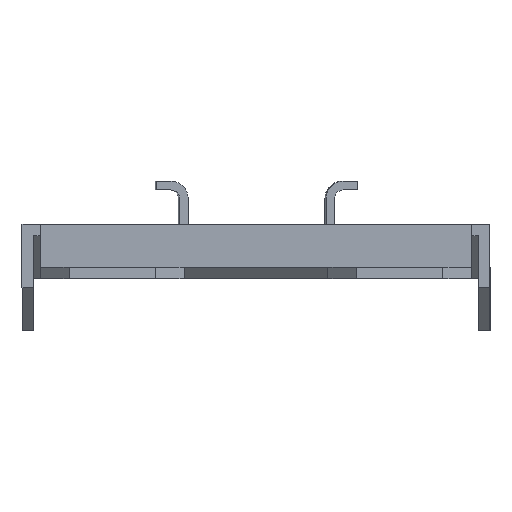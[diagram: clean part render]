
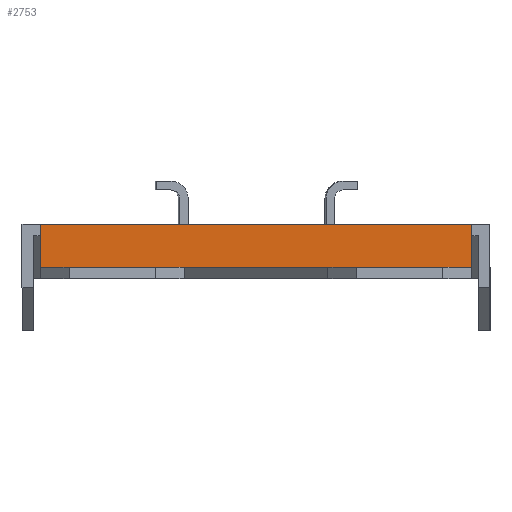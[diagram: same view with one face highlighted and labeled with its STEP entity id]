
A CAD part, left-side view. The second image highlights one B-rep face of the part: STEP entity #2753.
In plain terms, the highlighted planar face has unit normal (-1, 0, 0).
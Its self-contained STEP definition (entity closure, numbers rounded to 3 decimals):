
#521=DIRECTION('',(0.,1.,0.));
#522=VECTOR('',#521,75.);
#523=CARTESIAN_POINT('',(1104.862,222.374,2.));
#524=LINE('',#523,#522);
#686=DIRECTION('',(0.,0.,1.));
#687=VECTOR('',#686,7.5);
#688=CARTESIAN_POINT('',(1104.862,222.374,-5.5));
#689=LINE('',#688,#687);
#728=DIRECTION('',(0.,0.,-1.));
#729=VECTOR('',#728,7.5);
#730=CARTESIAN_POINT('',(1104.862,297.374,2.));
#731=LINE('',#730,#729);
#763=DIRECTION('',(0.,-1.,0.));
#764=VECTOR('',#763,25.);
#765=CARTESIAN_POINT('',(1104.862,247.374,-5.5));
#766=LINE('',#765,#764);
#886=DIRECTION('',(0.,-1.,0.));
#887=VECTOR('',#886,25.);
#888=CARTESIAN_POINT('',(1104.862,272.374,-5.5));
#889=LINE('',#888,#887);
#965=DIRECTION('',(0.,-1.,0.));
#966=VECTOR('',#965,25.);
#967=CARTESIAN_POINT('',(1104.862,297.374,-5.5));
#968=LINE('',#967,#966);
#2004=CARTESIAN_POINT('',(1104.862,222.374,2.));
#2005=CARTESIAN_POINT('',(1104.862,297.374,2.));
#2006=VERTEX_POINT('',#2004);
#2007=VERTEX_POINT('',#2005);
#2012=CARTESIAN_POINT('',(1104.862,297.374,-5.5));
#2013=VERTEX_POINT('',#2012);
#2014=CARTESIAN_POINT('',(1104.862,222.374,-5.5));
#2015=VERTEX_POINT('',#2014);
#2016=CARTESIAN_POINT('',(1104.862,247.374,-5.5));
#2017=VERTEX_POINT('',#2016);
#2018=CARTESIAN_POINT('',(1104.862,272.374,-5.5));
#2019=VERTEX_POINT('',#2018);
#2737=CARTESIAN_POINT('',(1104.862,259.874,0.));
#2738=DIRECTION('',(-1.,0.,0.));
#2739=DIRECTION('',(0.,-1.,0.));
#2740=AXIS2_PLACEMENT_3D('',#2737,#2738,#2739);
#2741=PLANE('',#2740);
#2742=ORIENTED_EDGE('',*,*,#2714,.F.);
#2743=ORIENTED_EDGE('',*,*,#2380,.F.);
#2744=ORIENTED_EDGE('',*,*,#2667,.F.);
#2746=ORIENTED_EDGE('',*,*,#2745,.F.);
#2748=ORIENTED_EDGE('',*,*,#2747,.F.);
#2750=ORIENTED_EDGE('',*,*,#2749,.F.);
#2751=EDGE_LOOP('',(#2742,#2743,#2744,#2746,#2748,#2750));
#2752=FACE_OUTER_BOUND('',#2751,.F.);
#2380=EDGE_CURVE('',#2006,#2007,#524,.T.);
#2667=EDGE_CURVE('',#2015,#2006,#689,.T.);
#2714=EDGE_CURVE('',#2007,#2013,#731,.T.);
#2745=EDGE_CURVE('',#2017,#2015,#766,.T.);
#2747=EDGE_CURVE('',#2019,#2017,#889,.T.);
#2749=EDGE_CURVE('',#2013,#2019,#968,.T.);
#2753=ADVANCED_FACE('',(#2752),#2741,.T.);
